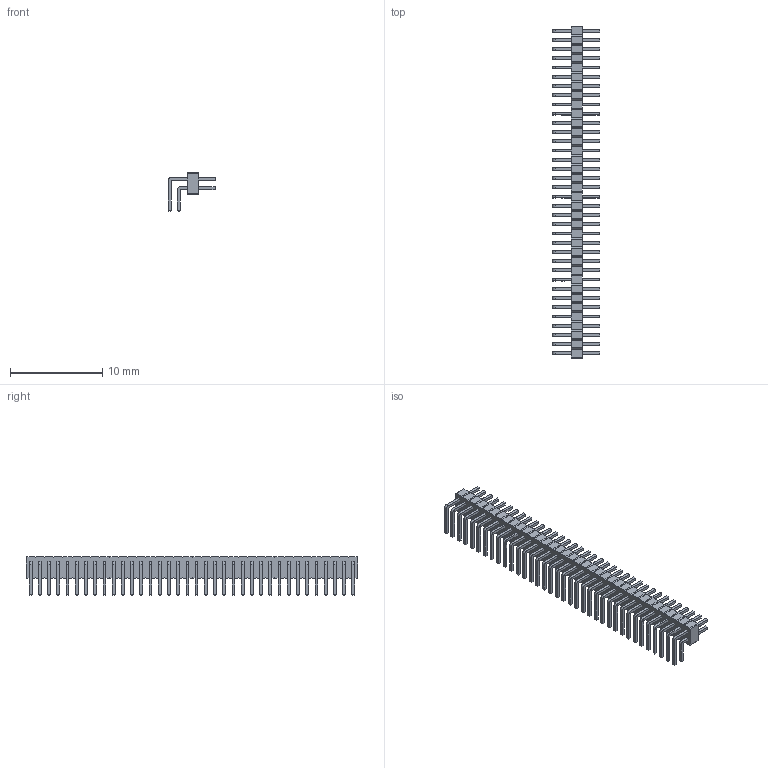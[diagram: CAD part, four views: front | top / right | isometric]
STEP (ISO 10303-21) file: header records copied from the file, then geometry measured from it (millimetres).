
FILE_DESCRIPTION(/* description */ ('model of PinHeader_2x36_P1.00mm_Horizontal'),/* implementation_level */ '2;1');
FILE_NAME(/* name */ 'PinHeader_2x36_P1.00mm_Horizontal.step',/* time_stamp */ '2018-01-24T14:06:29',/* author */ ('kicad StepUp','ksu'),/* organization */ ('FreeCAD'),/* preprocessor_version */ 'OCC',/* originating_system */ 'kicad StepUp',/* authorisation */ '');
FILE_SCHEMA(('AUTOMOTIVE_DESIGN { 1 0 10303 214 1 1 1 1 }'));
Length unit declared in the file: millimetre
Products named in the file (2): PinHeader_2x36_P100mm_Horizontal; Shape0_662666195993
Bounding box: 5.15 x 36 x 4.12 mm (x, y, z)
Volume: 146.1 mm3; surface area: 907.1 mm2
Topology: 73 solids, 73 shells, 1444 faces, 3318 edges, 2020 vertices
Faces by surface type: plane 1372, cylinder 72
Entity records: 25432 total; most frequent: ORIENTED_EDGE 4906, CARTESIAN_POINT 4195, EDGE_CURVE 3318, LINE 3174, VERTEX_POINT 2020, AXIS2_PLACEMENT_3D 1589, ADVANCED_FACE 1444, FACE_BOUND 1444
